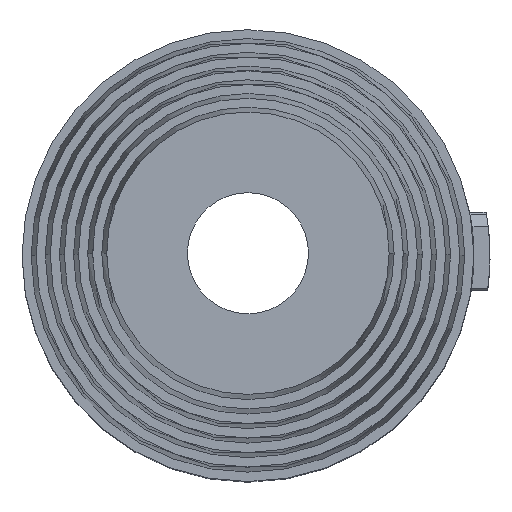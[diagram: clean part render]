
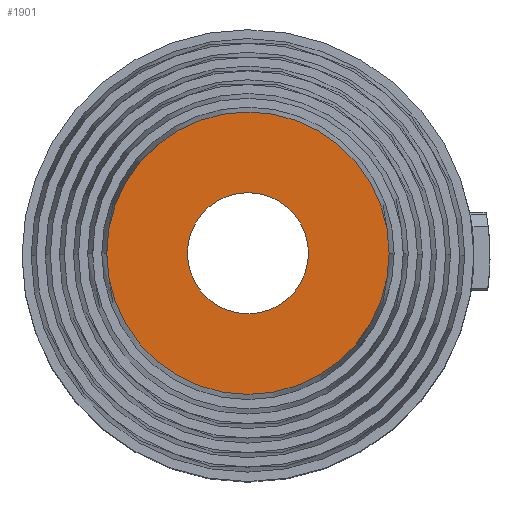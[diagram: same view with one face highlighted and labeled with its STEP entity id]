
A CAD part, top view. The second image highlights one B-rep face of the part: STEP entity #1901.
In plain terms, the highlighted planar face has unit normal (0, 0, 1).
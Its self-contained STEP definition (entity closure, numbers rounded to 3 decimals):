
#5 = DIRECTION ( 'NONE',  ( 0., 0., -1. ) ) ;
#111 = AXIS2_PLACEMENT_3D ( 'NONE', #653, #1039, #1701 ) ;
#134 = FACE_OUTER_BOUND ( 'NONE', #952, .T. ) ;
#148 = EDGE_CURVE ( 'NONE', #1591, #558, #620, .T. ) ;
#195 = ORIENTED_EDGE ( 'NONE', *, *, #148, .F. ) ;
#206 = ORIENTED_EDGE ( 'NONE', *, *, #1209, .T. ) ;
#253 = CARTESIAN_POINT ( 'NONE',  ( 0., 0., 44.5 ) ) ;
#294 = CIRCLE ( 'NONE', #1716, 3.5 ) ;
#320 = CIRCLE ( 'NONE', #434, 1.5 ) ;
#410 = CARTESIAN_POINT ( 'NONE',  ( -1.5, 0., 44.5 ) ) ;
#434 = AXIS2_PLACEMENT_3D ( 'NONE', #253, #1113, #618 ) ;
#558 = VERTEX_POINT ( 'NONE', #1567 ) ;
#604 = CARTESIAN_POINT ( 'NONE',  ( 0., 0., 44.5 ) ) ;
#618 = DIRECTION ( 'NONE',  ( -1., 0., 0. ) ) ;
#620 = CIRCLE ( 'NONE', #1364, 3.5 ) ;
#653 = CARTESIAN_POINT ( 'NONE',  ( 0., 1.5, 44.5 ) ) ;
#746 = DIRECTION ( 'NONE',  ( 0., 0., -1. ) ) ;
#822 = PLANE ( 'NONE',  #111 ) ;
#851 = EDGE_CURVE ( 'NONE', #1384, #1485, #320, .T. ) ;
#879 = EDGE_LOOP ( 'NONE', ( #1578, #206 ) ) ;
#952 = EDGE_LOOP ( 'NONE', ( #195, #1018 ) ) ;
#1018 = ORIENTED_EDGE ( 'NONE', *, *, #1378, .F. ) ;
#1039 = DIRECTION ( 'NONE',  ( 0., 0., 1. ) ) ;
#1050 = DIRECTION ( 'NONE',  ( -1., 0., 0. ) ) ;
#1113 = DIRECTION ( 'NONE',  ( 0., 0., -1. ) ) ;
#1181 = CARTESIAN_POINT ( 'NONE',  ( 1.5, 0., 44.5 ) ) ;
#1209 = EDGE_CURVE ( 'NONE', #1485, #1384, #2166, .T. ) ;
#1345 = CARTESIAN_POINT ( 'NONE',  ( 0., 0., 44.5 ) ) ;
#1364 = AXIS2_PLACEMENT_3D ( 'NONE', #1345, #5, #1376 ) ;
#1376 = DIRECTION ( 'NONE',  ( -1., 0., 0. ) ) ;
#1378 = EDGE_CURVE ( 'NONE', #558, #1591, #294, .T. ) ;
#1384 = VERTEX_POINT ( 'NONE', #410 ) ;
#1432 = AXIS2_PLACEMENT_3D ( 'NONE', #1565, #2070, #1050 ) ;
#1485 = VERTEX_POINT ( 'NONE', #1181 ) ;
#1565 = CARTESIAN_POINT ( 'NONE',  ( 0., 0., 44.5 ) ) ;
#1567 = CARTESIAN_POINT ( 'NONE',  ( 3.5, 0., 44.5 ) ) ;
#1578 = ORIENTED_EDGE ( 'NONE', *, *, #851, .T. ) ;
#1590 = CARTESIAN_POINT ( 'NONE',  ( -3.5, 0., 44.5 ) ) ;
#1591 = VERTEX_POINT ( 'NONE', #1590 ) ;
#1659 = FACE_BOUND ( 'NONE', #879, .T. ) ;
#1701 = DIRECTION ( 'NONE',  ( 1., 0., 0. ) ) ;
#1716 = AXIS2_PLACEMENT_3D ( 'NONE', #604, #746, #1931 ) ;
#1901 = ADVANCED_FACE ( 'NONE', ( #1659, #134 ), #822, .T. ) ;
#1931 = DIRECTION ( 'NONE',  ( -1., 0., 0. ) ) ;
#2070 = DIRECTION ( 'NONE',  ( 0., 0., -1. ) ) ;
#2166 = CIRCLE ( 'NONE', #1432, 1.5 ) ;
